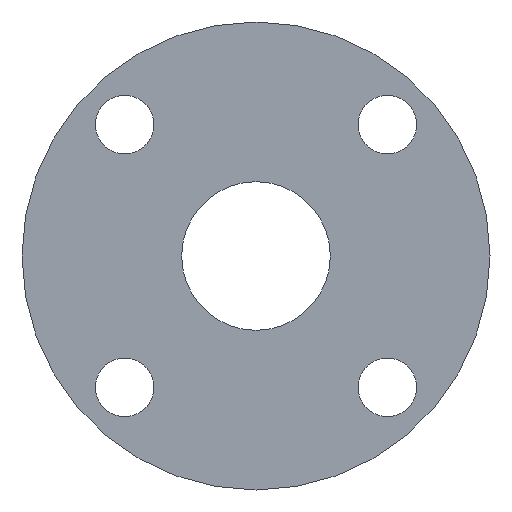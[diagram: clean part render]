
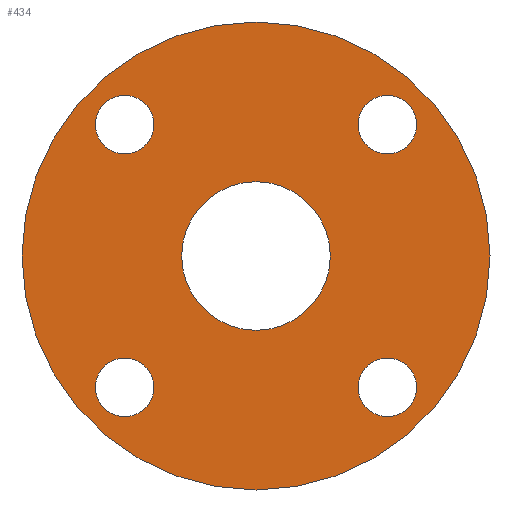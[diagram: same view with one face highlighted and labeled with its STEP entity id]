
A CAD part, left-side view. The second image highlights one B-rep face of the part: STEP entity #434.
In plain terms, the highlighted planar face has unit normal (-1, 0, 0).
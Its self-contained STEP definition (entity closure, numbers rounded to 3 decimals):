
#4 = AXIS2_PLACEMENT_3D ( 'NONE', #488, #50, #248 ) ;
#5 = DIRECTION ( 'NONE',  ( 1., 0., 0. ) ) ;
#6 = AXIS2_PLACEMENT_3D ( 'NONE', #270, #507, #90 ) ;
#16 = DIRECTION ( 'NONE',  ( 0., 0., -1. ) ) ;
#22 = DIRECTION ( 'NONE',  ( 1., 0., 0. ) ) ;
#24 = AXIS2_PLACEMENT_3D ( 'NONE', #26, #411, #79 ) ;
#26 = CARTESIAN_POINT ( 'NONE',  ( -21.1, 0., 0. ) ) ;
#32 = CIRCLE ( 'NONE', #71, 9.5 ) ;
#45 = CARTESIAN_POINT ( 'NONE',  ( -21.1, -42.674, -33.174 ) ) ;
#50 = DIRECTION ( 'NONE',  ( 1., 0., 0. ) ) ;
#52 = ORIENTED_EDGE ( 'NONE', *, *, #54, .F. ) ;
#54 = EDGE_CURVE ( 'NONE', #521, #187, #104, .T. ) ;
#63 = CIRCLE ( 'NONE', #322, 9.5 ) ;
#64 = AXIS2_PLACEMENT_3D ( 'NONE', #453, #22, #506 ) ;
#70 = FACE_BOUND ( 'NONE', #86, .T. ) ;
#71 = AXIS2_PLACEMENT_3D ( 'NONE', #430, #5, #422 ) ;
#72 = CIRCLE ( 'NONE', #226, 9.5 ) ;
#73 = DIRECTION ( 'NONE',  ( 1., 0., 0. ) ) ;
#75 = EDGE_CURVE ( 'NONE', #489, #345, #32, .T. ) ;
#79 = DIRECTION ( 'NONE',  ( 0., 0., -1. ) ) ;
#86 = EDGE_LOOP ( 'NONE', ( #525, #533 ) ) ;
#90 = DIRECTION ( 'NONE',  ( 0., 0., -1. ) ) ;
#104 = CIRCLE ( 'NONE', #4, 76. ) ;
#109 = EDGE_LOOP ( 'NONE', ( #545, #516 ) ) ;
#114 = CARTESIAN_POINT ( 'NONE',  ( -21.1, 0., 24.15 ) ) ;
#121 = AXIS2_PLACEMENT_3D ( 'NONE', #604, #518, #276 ) ;
#126 = VERTEX_POINT ( 'NONE', #45 ) ;
#127 = PLANE ( 'NONE',  #24 ) ;
#131 = CIRCLE ( 'NONE', #307, 9.5 ) ;
#140 = CARTESIAN_POINT ( 'NONE',  ( -21.1, -42.674, 42.674 ) ) ;
#148 = EDGE_LOOP ( 'NONE', ( #234, #356 ) ) ;
#169 = FACE_OUTER_BOUND ( 'NONE', #485, .T. ) ;
#172 = CIRCLE ( 'NONE', #6, 24.15 ) ;
#183 = CIRCLE ( 'NONE', #64, 9.5 ) ;
#184 = DIRECTION ( 'NONE',  ( 1., 0., 0. ) ) ;
#187 = VERTEX_POINT ( 'NONE', #484 ) ;
#189 = CARTESIAN_POINT ( 'NONE',  ( -21.1, 0., -24.15 ) ) ;
#207 = CARTESIAN_POINT ( 'NONE',  ( -21.1, 42.674, 33.174 ) ) ;
#219 = FACE_BOUND ( 'NONE', #109, .T. ) ;
#224 = EDGE_LOOP ( 'NONE', ( #353, #414 ) ) ;
#226 = AXIS2_PLACEMENT_3D ( 'NONE', #140, #342, #419 ) ;
#229 = VERTEX_POINT ( 'NONE', #114 ) ;
#234 = ORIENTED_EDGE ( 'NONE', *, *, #549, .T. ) ;
#237 = CARTESIAN_POINT ( 'NONE',  ( -21.1, 42.674, -33.174 ) ) ;
#244 = DIRECTION ( 'NONE',  ( 0., 0., -1. ) ) ;
#248 = DIRECTION ( 'NONE',  ( 0., 0., -1. ) ) ;
#258 = CARTESIAN_POINT ( 'NONE',  ( -21.1, 42.674, -42.674 ) ) ;
#265 = ORIENTED_EDGE ( 'NONE', *, *, #362, .T. ) ;
#266 = EDGE_CURVE ( 'NONE', #305, #126, #63, .T. ) ;
#270 = CARTESIAN_POINT ( 'NONE',  ( -21.1, 0., 0. ) ) ;
#276 = DIRECTION ( 'NONE',  ( 0., 0., -1. ) ) ;
#277 = EDGE_LOOP ( 'NONE', ( #309, #265 ) ) ;
#279 = CARTESIAN_POINT ( 'NONE',  ( -21.1, 42.674, -42.674 ) ) ;
#281 = AXIS2_PLACEMENT_3D ( 'NONE', #258, #444, #16 ) ;
#287 = DIRECTION ( 'NONE',  ( 0., 0., -1. ) ) ;
#302 = DIRECTION ( 'NONE',  ( 0., 0., -1. ) ) ;
#305 = VERTEX_POINT ( 'NONE', #539 ) ;
#307 = AXIS2_PLACEMENT_3D ( 'NONE', #573, #577, #287 ) ;
#309 = ORIENTED_EDGE ( 'NONE', *, *, #266, .T. ) ;
#316 = CARTESIAN_POINT ( 'NONE',  ( -21.1, 42.674, -52.174 ) ) ;
#317 = AXIS2_PLACEMENT_3D ( 'NONE', #617, #184, #302 ) ;
#322 = AXIS2_PLACEMENT_3D ( 'NONE', #400, #361, #441 ) ;
#324 = VERTEX_POINT ( 'NONE', #316 ) ;
#328 = FACE_BOUND ( 'NONE', #224, .T. ) ;
#330 = EDGE_CURVE ( 'NONE', #324, #605, #448, .T. ) ;
#342 = DIRECTION ( 'NONE',  ( 1., 0., 0. ) ) ;
#345 = VERTEX_POINT ( 'NONE', #207 ) ;
#353 = ORIENTED_EDGE ( 'NONE', *, *, #532, .T. ) ;
#356 = ORIENTED_EDGE ( 'NONE', *, *, #528, .T. ) ;
#361 = DIRECTION ( 'NONE',  ( 1., 0., 0. ) ) ;
#362 = EDGE_CURVE ( 'NONE', #126, #305, #183, .T. ) ;
#364 = FACE_BOUND ( 'NONE', #277, .T. ) ;
#369 = CIRCLE ( 'NONE', #552, 9.5 ) ;
#375 = FACE_BOUND ( 'NONE', #148, .T. ) ;
#391 = VERTEX_POINT ( 'NONE', #509 ) ;
#400 = CARTESIAN_POINT ( 'NONE',  ( -21.1, -42.674, -42.674 ) ) ;
#411 = DIRECTION ( 'NONE',  ( 1., 0., 0. ) ) ;
#414 = ORIENTED_EDGE ( 'NONE', *, *, #75, .T. ) ;
#419 = DIRECTION ( 'NONE',  ( 0., 0., -1. ) ) ;
#422 = DIRECTION ( 'NONE',  ( 0., 0., -1. ) ) ;
#430 = CARTESIAN_POINT ( 'NONE',  ( -21.1, 42.674, 42.674 ) ) ;
#434 = ADVANCED_FACE ( 'NONE', ( #70, #375, #364, #219, #328, #169 ), #127, .F. ) ;
#441 = DIRECTION ( 'NONE',  ( 0., 0., -1. ) ) ;
#442 = EDGE_CURVE ( 'NONE', #561, #229, #493, .T. ) ;
#444 = DIRECTION ( 'NONE',  ( 1., 0., 0. ) ) ;
#448 = CIRCLE ( 'NONE', #281, 9.5 ) ;
#452 = VERTEX_POINT ( 'NONE', #462 ) ;
#453 = CARTESIAN_POINT ( 'NONE',  ( -21.1, -42.674, -42.674 ) ) ;
#462 = CARTESIAN_POINT ( 'NONE',  ( -21.1, -42.674, 52.174 ) ) ;
#464 = DIRECTION ( 'NONE',  ( 0., 0., -1. ) ) ;
#471 = EDGE_CURVE ( 'NONE', #605, #324, #599, .T. ) ;
#478 = DIRECTION ( 'NONE',  ( 1., 0., 0. ) ) ;
#484 = CARTESIAN_POINT ( 'NONE',  ( -21.1, 0., 76. ) ) ;
#485 = EDGE_LOOP ( 'NONE', ( #52, #497 ) ) ;
#488 = CARTESIAN_POINT ( 'NONE',  ( -21.1, 0., 0. ) ) ;
#489 = VERTEX_POINT ( 'NONE', #609 ) ;
#493 = CIRCLE ( 'NONE', #121, 24.15 ) ;
#497 = ORIENTED_EDGE ( 'NONE', *, *, #523, .F. ) ;
#503 = CIRCLE ( 'NONE', #317, 76. ) ;
#506 = DIRECTION ( 'NONE',  ( 0., 0., -1. ) ) ;
#507 = DIRECTION ( 'NONE',  ( 1., 0., 0. ) ) ;
#509 = CARTESIAN_POINT ( 'NONE',  ( -21.1, -42.674, 33.174 ) ) ;
#516 = ORIENTED_EDGE ( 'NONE', *, *, #471, .T. ) ;
#517 = EDGE_CURVE ( 'NONE', #229, #561, #172, .T. ) ;
#518 = DIRECTION ( 'NONE',  ( 1., 0., 0. ) ) ;
#521 = VERTEX_POINT ( 'NONE', #529 ) ;
#523 = EDGE_CURVE ( 'NONE', #187, #521, #503, .T. ) ;
#525 = ORIENTED_EDGE ( 'NONE', *, *, #442, .T. ) ;
#528 = EDGE_CURVE ( 'NONE', #452, #391, #369, .T. ) ;
#529 = CARTESIAN_POINT ( 'NONE',  ( -21.1, 0., -76. ) ) ;
#532 = EDGE_CURVE ( 'NONE', #345, #489, #131, .T. ) ;
#533 = ORIENTED_EDGE ( 'NONE', *, *, #517, .T. ) ;
#539 = CARTESIAN_POINT ( 'NONE',  ( -21.1, -42.674, -52.174 ) ) ;
#545 = ORIENTED_EDGE ( 'NONE', *, *, #330, .T. ) ;
#549 = EDGE_CURVE ( 'NONE', #391, #452, #72, .T. ) ;
#552 = AXIS2_PLACEMENT_3D ( 'NONE', #585, #478, #244 ) ;
#561 = VERTEX_POINT ( 'NONE', #189 ) ;
#573 = CARTESIAN_POINT ( 'NONE',  ( -21.1, 42.674, 42.674 ) ) ;
#577 = DIRECTION ( 'NONE',  ( 1., 0., 0. ) ) ;
#585 = CARTESIAN_POINT ( 'NONE',  ( -21.1, -42.674, 42.674 ) ) ;
#599 = CIRCLE ( 'NONE', #618, 9.5 ) ;
#604 = CARTESIAN_POINT ( 'NONE',  ( -21.1, 0., 0. ) ) ;
#605 = VERTEX_POINT ( 'NONE', #237 ) ;
#609 = CARTESIAN_POINT ( 'NONE',  ( -21.1, 42.674, 52.174 ) ) ;
#617 = CARTESIAN_POINT ( 'NONE',  ( -21.1, 0., 0. ) ) ;
#618 = AXIS2_PLACEMENT_3D ( 'NONE', #279, #73, #464 ) ;
